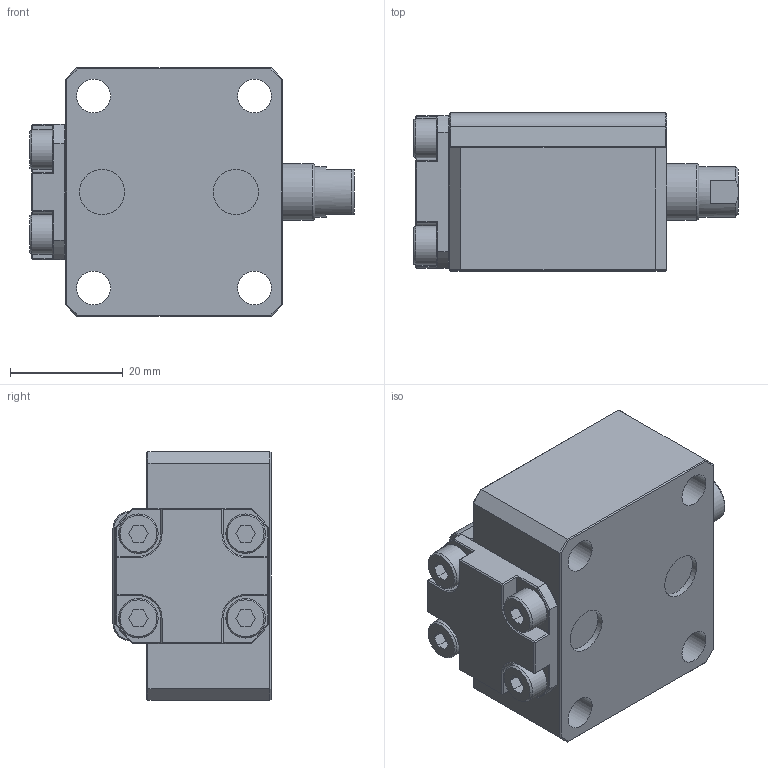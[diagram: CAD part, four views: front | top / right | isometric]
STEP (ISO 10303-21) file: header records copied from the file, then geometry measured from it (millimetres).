
FILE_DESCRIPTION(/* description */ ('Unknown'),/* implementation_level */ '2;1');
FILE_NAME(/* name */ 'HP-12-13',/* time_stamp */ '2023-06-01T10:00:41+06:00',/* author */ ('Unknown'),/* organization */ ('Unknown'),/* preprocessor_version */ 'ST-DEVELOPER v16.7',/* originating_system */ 'DEX',/* authorisation */ $);
FILE_SCHEMA (('AUTOMOTIVE_DESIGN {1 0 10303 214 3 1 1}'));
Length unit declared in the file: millimetre
Products named in the file (5): Hyd._Pusher-cyl-bore-12-stroke-13mm_asm; BODY-BORE-12-S-13; PISTON-BORE-12-S-13; BOTTOM-CAP-B12-NEW; M4X10
Assembly tree (7 placements, depth 2):
  Hyd._Pusher-cyl-bore-12-stroke-13mm_asm
    BODY-BORE-12-S-13
    PISTON-BORE-12-S-13
    BOTTOM-CAP-B12-NEW
    M4X10  x4
Bounding box: 57.54 x 28 x 44 mm (x, y, z)
Volume: 46246.6 mm3; surface area: 14579.1 mm2
Topology: 7 solids, 9 shells, 217 faces, 503 edges, 315 vertices
Faces by surface type: plane 145, cylinder 39, cone 31, torus 2
Full cylindrical faces by diameter (mm): 3.5 x4, 4 x4, 4.5 x4, 5 x1, 6 x4, 7 x4, 8 x2, 9 x1, 10 x1
Entity records: 4866 total; most frequent: DIRECTION 838, CARTESIAN_POINT 808, ORIENTED_EDGE 738, EDGE_CURVE 369, AXIS2_PLACEMENT_3D 290, LINE 258, VECTOR 258, VERTEX_POINT 244
